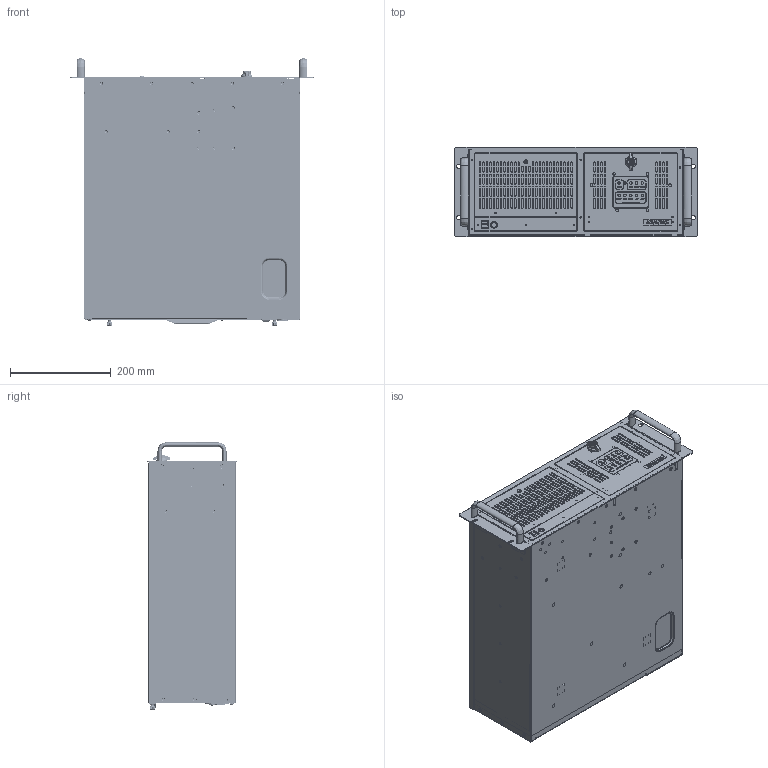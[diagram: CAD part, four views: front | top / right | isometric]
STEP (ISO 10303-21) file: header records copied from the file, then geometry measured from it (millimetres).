
FILE_DESCRIPTION (( 'STEP AP214' ), '1' );
FILE_NAME ('ACP-4000MB.STEP', '2023-07-12T06:22:09', ( '' ), ( '' ), 'SwSTEP 2.0', 'SolidWorks 2022', '' );
FILE_SCHEMA (( 'AUTOMOTIVE_DESIGN' ));
Length unit declared in the file: millimetre
Products named in the file (1): ACP-4000MB
Bounding box: 482 x 177 x 530.22 mm (x, y, z)
Volume: 32954796.3 mm3; surface area: 1567559.1 mm2
Topology: 2 solids, 2 shells, 4936 faces, 13645 edges, 8949 vertices
Faces by surface type: plane 2680, cylinder 1557, bspline 477, cone 222
Entity records: 214310 total; most frequent: CARTESIAN_POINT 62905, ORIENTED_EDGE 27272, DIRECTION 23225, EDGE_CURVE 13636, VERTEX_POINT 8949, LINE 8387, VECTOR 8387, AXIS2_PLACEMENT_3D 7419
